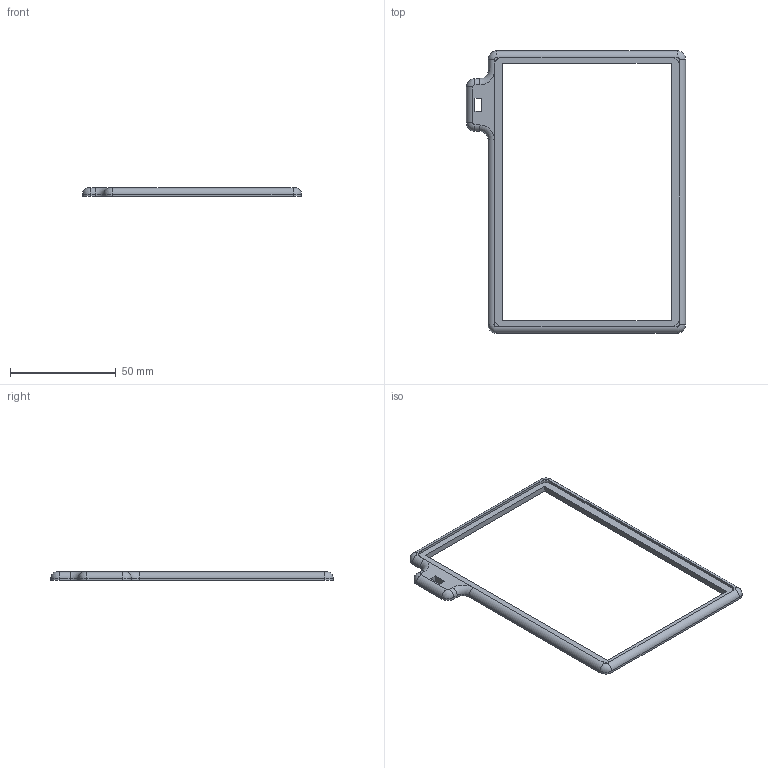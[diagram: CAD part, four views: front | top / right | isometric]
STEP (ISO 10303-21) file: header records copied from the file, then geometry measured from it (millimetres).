
FILE_DESCRIPTION (( 'STEP AP203' ), '1' );
FILE_NAME ('cornice display 5.STEP', '2025-04-08T13:39:11', ( '' ), ( '' ), 'SwSTEP 2.0', 'SolidWorks 2022', '' );
FILE_SCHEMA (( 'CONFIG_CONTROL_DESIGN' ));
Length unit declared in the file: millimetre
Products named in the file (1): cornice display 5
Bounding box: 103.8 x 133.8 x 4 mm (x, y, z)
Volume: 9332.3 mm3; surface area: 8957 mm2
Topology: 1 solids, 1 shells, 61 faces, 147 edges, 90 vertices
Faces by surface type: plane 29, cylinder 24, torus 8
Entity records: 1852 total; most frequent: DIRECTION 325, CARTESIAN_POINT 305, ORIENTED_EDGE 294, EDGE_CURVE 147, AXIS2_PLACEMENT_3D 118, VERTEX_POINT 90, VECTOR 89, LINE 89
